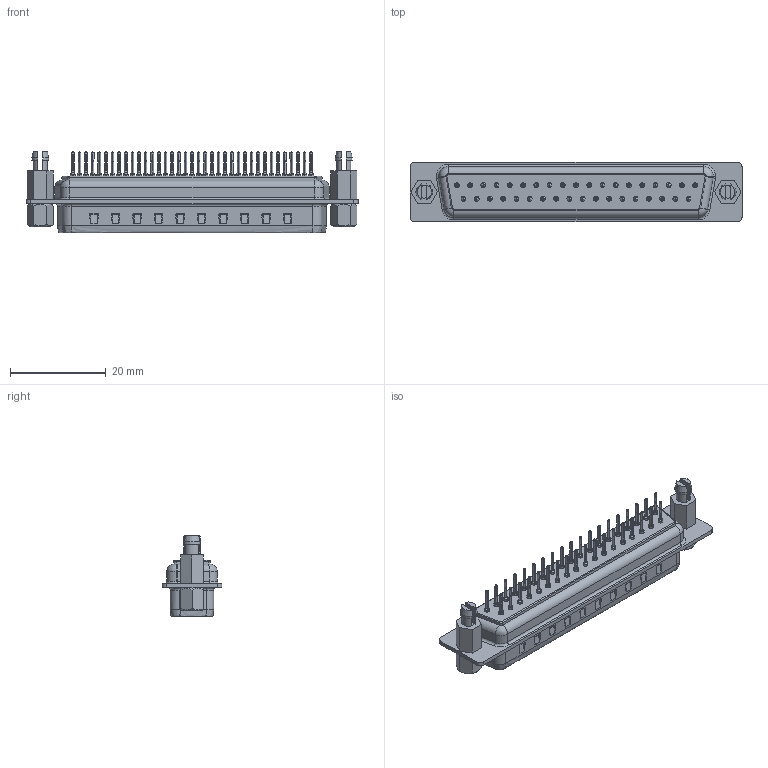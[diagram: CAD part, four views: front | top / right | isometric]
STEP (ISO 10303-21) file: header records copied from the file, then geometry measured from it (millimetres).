
FILE_DESCRIPTION (( 'STEP AP214' ), '1' );
FILE_NAME ('FDB3703-M0DS100K6KF-REF.STEP', '2025-10-10T06:10:40', ( '' ), ( '' ), 'SwSTEP 2.0', 'SolidWorks 2021', '' );
FILE_SCHEMA (( 'AUTOMOTIVE_DESIGN' ));
Length unit declared in the file: millimetre
Products named in the file (1): FDB3703-M0DS100K6KF-REF
Bounding box: 69.45 x 12.5 x 17.09 mm (x, y, z)
Volume: 3874.4 mm3; surface area: 7412.3 mm2
Topology: 1 solids, 4 shells, 2463 faces, 6603 edges, 3896 vertices
Faces by surface type: cylinder 1048, plane 730, sphere 336, cone 168, bspline 100, torus 81
Entity records: 83258 total; most frequent: CARTESIAN_POINT 27200, DIRECTION 11998, ORIENTED_EDGE 11862, EDGE_CURVE 5931, AXIS2_PLACEMENT_3D 4675, VERTEX_POINT 3560, LINE 2648, VECTOR 2648
